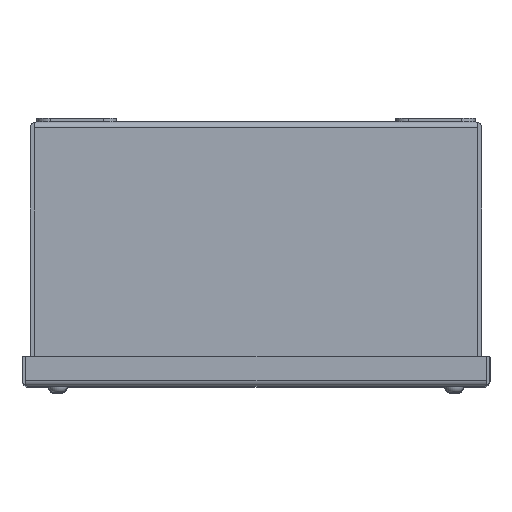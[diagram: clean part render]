
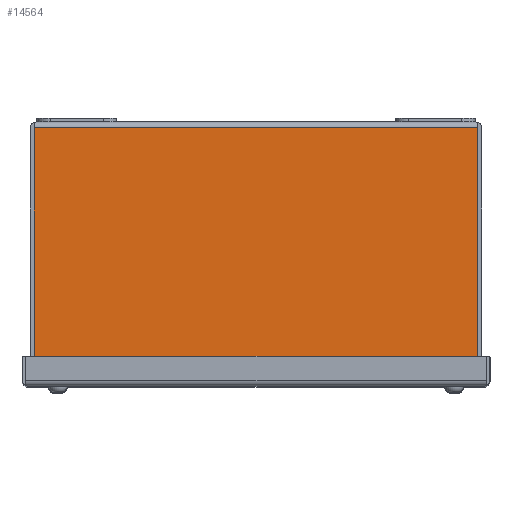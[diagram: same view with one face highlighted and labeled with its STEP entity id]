
A CAD part, top view. The second image highlights one B-rep face of the part: STEP entity #14564.
In plain terms, the highlighted planar face has unit normal (0, 0, 1).
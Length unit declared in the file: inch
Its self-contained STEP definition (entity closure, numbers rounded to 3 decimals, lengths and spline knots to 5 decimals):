
#2379 = CARTESIAN_POINT ( 'NONE',  ( -4.17721, 39.37008, 5.875 ) ) ;
#2463 = DIRECTION ( 'NONE',  ( 0., -1., 0. ) ) ;
#2589 = VECTOR ( 'NONE', #26777, 39.37008 ) ;
#3941 = DIRECTION ( 'NONE',  ( 0., 0., -1. ) ) ;
#6389 = EDGE_CURVE ( 'NONE', #15523, #10231, #9060, .T. ) ;
#7006 = EDGE_CURVE ( 'NONE', #23201, #21612, #23658, .T. ) ;
#8585 = VECTOR ( 'NONE', #27752, 39.37008 ) ;
#9060 = LINE ( 'NONE', #13304, #2589 ) ;
#9219 = ORIENTED_EDGE ( 'NONE', *, *, #7006, .F. ) ;
#9510 = CARTESIAN_POINT ( 'NONE',  ( 4.17721, 39.37008, 5.875 ) ) ;
#9612 = ORIENTED_EDGE ( 'NONE', *, *, #12775, .T. ) ;
#9938 = CARTESIAN_POINT ( 'NONE',  ( 4.17721, -0.108, 5.875 ) ) ;
#10231 = VERTEX_POINT ( 'NONE', #9938 ) ;
#10267 = CARTESIAN_POINT ( 'NONE',  ( 29.156, 0., 5.875 ) ) ;
#11340 = CARTESIAN_POINT ( 'NONE',  ( -4.17721, -0.108, 5.875 ) ) ;
#12486 = EDGE_LOOP ( 'NONE', ( #9219, #23039, #12762, #9612 ) ) ;
#12599 = PLANE ( 'NONE',  #22040 ) ;
#12762 = ORIENTED_EDGE ( 'NONE', *, *, #6389, .F. ) ;
#12775 = EDGE_CURVE ( 'NONE', #15523, #21612, #13238, .T. ) ;
#12889 = DIRECTION ( 'NONE',  ( -1., 0., 0. ) ) ;
#13238 = LINE ( 'NONE', #2379, #23819 ) ;
#13304 = CARTESIAN_POINT ( 'NONE',  ( -4.142, -0.108, 5.875 ) ) ;
#13673 = DIRECTION ( 'NONE',  ( 0., -1., 0. ) ) ;
#14564 = ADVANCED_FACE ( 'NONE', ( #19210 ), #12599, .F. ) ;
#15298 = CARTESIAN_POINT ( 'NONE',  ( 4.17721, -4.642, 5.875 ) ) ;
#15523 = VERTEX_POINT ( 'NONE', #11340 ) ;
#18833 = CARTESIAN_POINT ( 'NONE',  ( 29.156, -4.642, 5.875 ) ) ;
#19210 = FACE_OUTER_BOUND ( 'NONE', #12486, .T. ) ;
#19285 = CARTESIAN_POINT ( 'NONE',  ( -4.17721, -4.642, 5.875 ) ) ;
#20372 = VECTOR ( 'NONE', #2463, 39.37008 ) ;
#20805 = LINE ( 'NONE', #9510, #20372 ) ;
#21612 = VERTEX_POINT ( 'NONE', #19285 ) ;
#22040 = AXIS2_PLACEMENT_3D ( 'NONE', #10267, #3941, #12889 ) ;
#22094 = EDGE_CURVE ( 'NONE', #10231, #23201, #20805, .T. ) ;
#23039 = ORIENTED_EDGE ( 'NONE', *, *, #22094, .F. ) ;
#23201 = VERTEX_POINT ( 'NONE', #15298 ) ;
#23658 = LINE ( 'NONE', #18833, #8585 ) ;
#23819 = VECTOR ( 'NONE', #13673, 39.37008 ) ;
#26777 = DIRECTION ( 'NONE',  ( 1., 0., 0. ) ) ;
#27752 = DIRECTION ( 'NONE',  ( -1., 0., 0. ) ) ;
